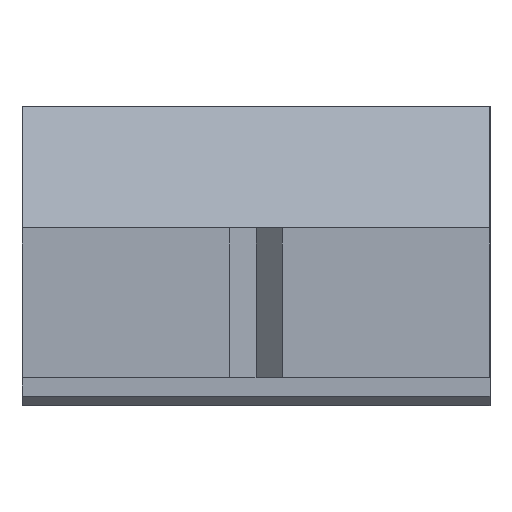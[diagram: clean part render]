
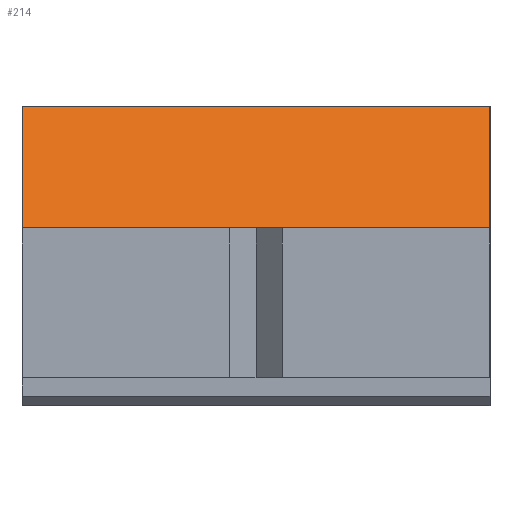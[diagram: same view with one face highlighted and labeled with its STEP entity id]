
A CAD part, front view. The second image highlights one B-rep face of the part: STEP entity #214.
In plain terms, the highlighted planar face has unit normal (0, -0.707, 0.707).
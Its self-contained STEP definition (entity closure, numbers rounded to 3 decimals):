
#214 = ADVANCED_FACE( '', ( #309 ), #310, .F. );
#309 = FACE_OUTER_BOUND( '', #488, .T. );
#310 = PLANE( '', #489 );
#488 = EDGE_LOOP( '', ( #822, #823, #824, #825 ) );
#489 = AXIS2_PLACEMENT_3D( '', #826, #827, #828 );
#822 = ORIENTED_EDGE( '', *, *, #1002, .T. );
#823 = ORIENTED_EDGE( '', *, *, #1003, .F. );
#824 = ORIENTED_EDGE( '', *, *, #990, .F. );
#825 = ORIENTED_EDGE( '', *, *, #996, .T. );
#826 = CARTESIAN_POINT( '', ( 12.5, -0.756, 15. ) );
#827 = DIRECTION( '', ( 0., 0.707, -0.707 ) );
#828 = DIRECTION( '', ( 0., 0.707, 0.707 ) );
#990 = EDGE_CURVE( '', #1178, #1180, #1181, .T. );
#996 = EDGE_CURVE( '', #1178, #1190, #1192, .T. );
#1002 = EDGE_CURVE( '', #1190, #1199, #1200, .T. );
#1003 = EDGE_CURVE( '', #1180, #1199, #1201, .T. );
#1178 = VERTEX_POINT( '', #1814 );
#1180 = VERTEX_POINT( '', #1817 );
#1181 = LINE( '', #1818, #1819 );
#1190 = VERTEX_POINT( '', #1832 );
#1192 = LINE( '', #1835, #1836 );
#1199 = VERTEX_POINT( '', #1848 );
#1200 = LINE( '', #1849, #1850 );
#1201 = LINE( '', #1851, #1852 );
#1814 = CARTESIAN_POINT( '', ( 12.5, -0.756, 15. ) );
#1817 = CARTESIAN_POINT( '', ( 12.5, -7.256, 8.5 ) );
#1818 = CARTESIAN_POINT( '', ( 12.5, -0.756, 15. ) );
#1819 = VECTOR( '', #1970, 1000. );
#1832 = CARTESIAN_POINT( '', ( -12.5, -0.756, 15. ) );
#1835 = CARTESIAN_POINT( '', ( 12.5, -0.756, 15. ) );
#1836 = VECTOR( '', #1976, 1000. );
#1848 = CARTESIAN_POINT( '', ( -12.5, -7.256, 8.5 ) );
#1849 = CARTESIAN_POINT( '', ( -12.5, -0.756, 15. ) );
#1850 = VECTOR( '', #1982, 1000. );
#1851 = CARTESIAN_POINT( '', ( 12.5, -7.256, 8.5 ) );
#1852 = VECTOR( '', #1983, 1000. );
#1970 = DIRECTION( '', ( 0., -0.707, -0.707 ) );
#1976 = DIRECTION( '', ( -1., 0., 0. ) );
#1982 = DIRECTION( '', ( 0., -0.707, -0.707 ) );
#1983 = DIRECTION( '', ( -1., 0., 0. ) );
